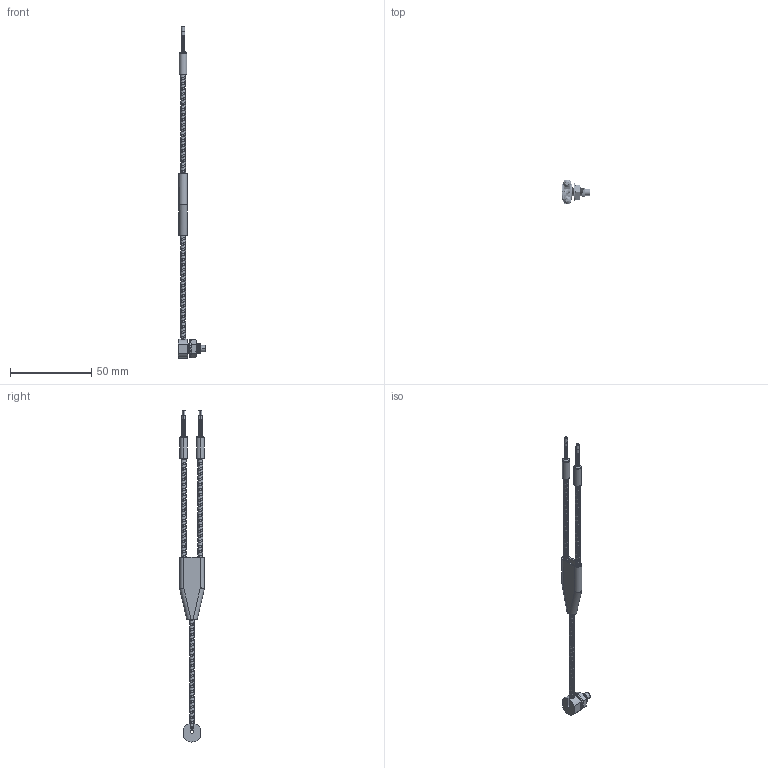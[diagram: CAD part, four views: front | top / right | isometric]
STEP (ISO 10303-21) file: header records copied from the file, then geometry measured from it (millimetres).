
FILE_DESCRIPTION((''),'2;1');
FILE_NAME('161865_ASM','2012-02-24T',('banengservice'),('BANNER ENGINEERING'),'PRO/ENGINEER BY PARAMETRIC TECHNOLOGY CORPORATION, 2009141','PRO/ENGINEER BY PARAMETRIC TECHNOLOGY CORPORATION, 2009141','');
FILE_SCHEMA(('CONFIG_CONTROL_DESIGN'));
Length unit declared in the file: inch
Products named in the file (7): SHRINK_TUBE_3X-12_X_1-5; SS_TUBING_STW_-120; 110532; FTI_B158131; 30921; 30920; 161865_ASM
Assembly tree (9 placements, depth 2):
  161865_ASM
    SHRINK_TUBE_3X-12_X_1-5
    SS_TUBING_STW_-120  x3
    110532  x2
    FTI_B158131
    30921
    30920
Bounding box: 16.99 x 15.24 x 203.87 mm (x, y, z)
Volume: 2981.6 mm3; surface area: 9687.6 mm2
Topology: 9 solids, 10 shells, 1158 faces, 2418 edges, 1279 vertices
Faces by surface type: torus 400, cone 268, bspline 229, cylinder 201, plane 60
Entity records: 33884 total; most frequent: CARTESIAN_POINT 20818, DIRECTION 2904, ORIENTED_EDGE 2584, EDGE_CURVE 1294, AXIS2_PLACEMENT_3D 1225, VERTEX_POINT 703, CIRCLE 686, EDGE_LOOP 615
